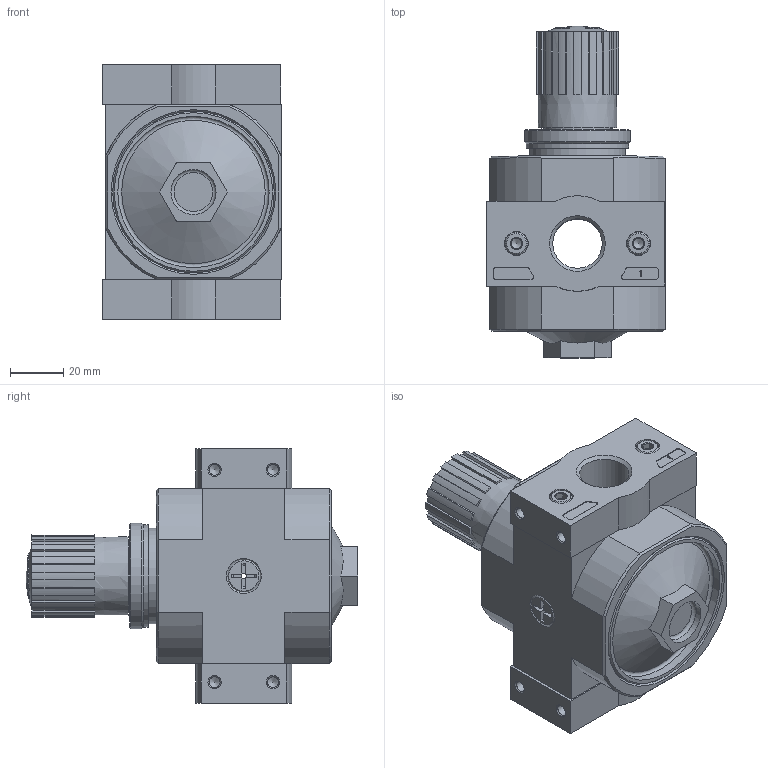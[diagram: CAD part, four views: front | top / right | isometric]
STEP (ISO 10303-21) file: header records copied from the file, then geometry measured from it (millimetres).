
FILE_DESCRIPTION(/* description */ ('STEP AP214'),/* implementation_level */ '2;1');
FILE_NAME(/* name */ '186458_LR-1_2-D-7-O-MAXI',/* time_stamp */ '2024-09-04T19:52:29+02:00',/* author */ ('License CC BY-ND 4.0'),/* organization */ ('CADENAS'),/* preprocessor_version */ 'ST-DEVELOPER v19.3',/* originating_system */ 'PARTsolutions',/* authorisation */ ' ');
FILE_SCHEMA (('AUTOMOTIVE_DESIGN {1 0 10303 214 3 1 1}'));
Length unit declared in the file: millimetre
Products named in the file (7): 186458 LR-1/2-D-7-O-MAXI-(0); 127314 LR-D-7-MAXI--(0); 398011 LRVS-D-MINI; 680244 PBL-1/2-D-MAXI-R---(0) p1; DIN-912 - M5x20(F); 680243 PBL-1/2-D-MAXI-L---(1) p1; 125696 LR/LFR-D-MAXI
Assembly tree (10 placements, depth 2):
  186458 LR-1/2-D-7-O-MAXI-(0)
    127314 LR-D-7-MAXI--(0)
    398011 LRVS-D-MINI
    680244 PBL-1/2-D-MAXI-R---(0) p1
    DIN-912 - M5x20(F)  x4
    680243 PBL-1/2-D-MAXI-L---(1) p1
    125696 LR/LFR-D-MAXI  x2
Bounding box: 67.1 x 125 x 96 mm (x, y, z)
Volume: 333629.5 mm3; surface area: 61544 mm2
Topology: 10 solids, 10 shells, 488 faces, 1169 edges, 736 vertices
Faces by surface type: plane 267, cylinder 105, cone 100, torus 11, sphere 5
Full cylindrical faces by diameter (mm): 2 x2, 4.134 x8, 4.2 x2, 5 x4, 8.5 x4, 9.5 x2, 11.445 x2, 13.157 x2, 17 x1, 18.631 x2, 22 x1, 24.9 x1, 26.9 x1, 30 x2, 34.16 x1, 34.376 x1, 36 x1, 38.5 x1, 39.8 x1, 57 x1
Entity records: 12489 total; most frequent: CARTESIAN_POINT 2051, DIRECTION 1916, ORIENTED_EDGE 1662, EDGE_CURVE 831, AXIS2_PLACEMENT_3D 759, VERTEX_POINT 598, FACE_BOUND 531, EDGE_LOOP 522
